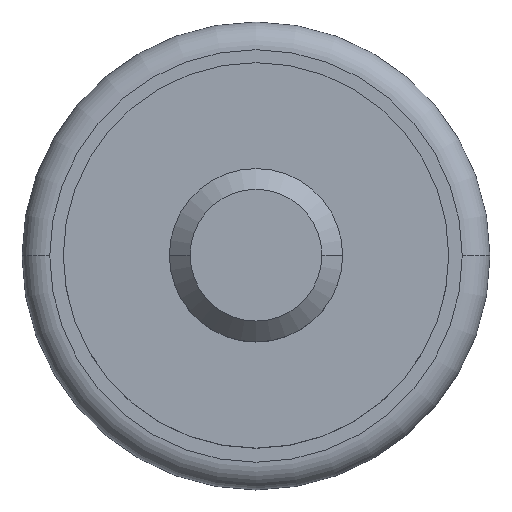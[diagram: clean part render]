
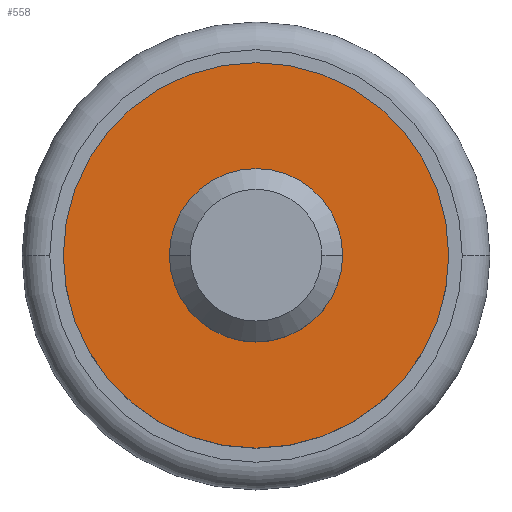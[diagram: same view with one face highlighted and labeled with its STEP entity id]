
A CAD part, top view. The second image highlights one B-rep face of the part: STEP entity #558.
In plain terms, the highlighted planar face has unit normal (0, 0, 1).
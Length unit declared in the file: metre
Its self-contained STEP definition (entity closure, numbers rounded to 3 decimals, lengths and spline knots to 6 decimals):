
#24=PLANE('',#625);
#223=ORIENTED_EDGE('',*,*,#360,.T.);
#224=ORIENTED_EDGE('',*,*,#320,.T.);
#225=ORIENTED_EDGE('',*,*,#309,.F.);
#226=ORIENTED_EDGE('',*,*,#362,.F.);
#309=EDGE_CURVE('',#385,#386,#433,.T.);
#320=EDGE_CURVE('',#395,#396,#438,.T.);
#360=EDGE_CURVE('',#396,#395,#440,.T.);
#362=EDGE_CURVE('',#386,#385,#442,.T.);
#385=VERTEX_POINT('',#863);
#386=VERTEX_POINT('',#864);
#395=VERTEX_POINT('',#887);
#396=VERTEX_POINT('',#888);
#433=CIRCLE('',#600,0.00125);
#438=CIRCLE('',#608,0.00278);
#440=CIRCLE('',#623,0.00278);
#442=CIRCLE('',#626,0.00125);
#474=EDGE_LOOP('',(#223,#224));
#475=EDGE_LOOP('',(#225,#226));
#514=FACE_BOUND('',#474,.T.);
#515=FACE_BOUND('',#475,.T.);
#558=ADVANCED_FACE('',(#514,#515),#24,.T.);
#600=AXIS2_PLACEMENT_3D('',#862,#686,#687);
#608=AXIS2_PLACEMENT_3D('',#886,#708,#709);
#623=AXIS2_PLACEMENT_3D('',#967,#776,#777);
#625=AXIS2_PLACEMENT_3D('',#969,#780,#781);
#626=AXIS2_PLACEMENT_3D('',#970,#782,#783);
#686=DIRECTION('',(0.,0.,1.));
#687=DIRECTION('',(1.,0.,0.));
#708=DIRECTION('',(0.,0.,1.));
#709=DIRECTION('',(1.,0.,0.));
#776=DIRECTION('',(0.,0.,1.));
#777=DIRECTION('',(1.,0.,0.));
#780=DIRECTION('',(0.,0.,1.));
#781=DIRECTION('',(1.,0.,0.));
#782=DIRECTION('',(0.,0.,1.));
#783=DIRECTION('',(1.,0.,0.));
#862=CARTESIAN_POINT('',(0.,0.,0.0015));
#863=CARTESIAN_POINT('',(0.00125,0.,0.0015));
#864=CARTESIAN_POINT('',(-0.00125,0.,0.0015));
#886=CARTESIAN_POINT('',(0.,0.,0.0015));
#887=CARTESIAN_POINT('',(0.00278,0.,0.0015));
#888=CARTESIAN_POINT('',(-0.00278,0.,0.0015));
#967=CARTESIAN_POINT('',(0.,0.,0.0015));
#969=CARTESIAN_POINT('',(0.,0.,0.0015));
#970=CARTESIAN_POINT('',(0.,0.,0.0015));
